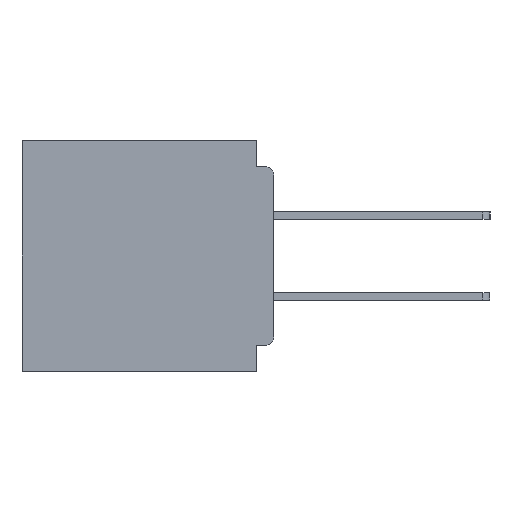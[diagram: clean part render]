
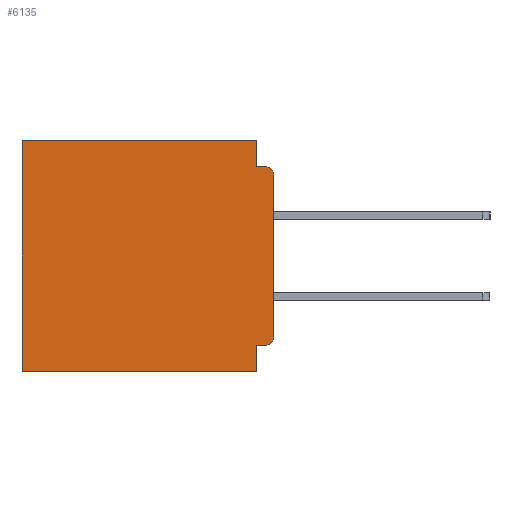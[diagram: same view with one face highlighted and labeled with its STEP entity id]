
A CAD part, left-side view. The second image highlights one B-rep face of the part: STEP entity #6135.
In plain terms, the highlighted planar face has unit normal (-1, 0, 0).
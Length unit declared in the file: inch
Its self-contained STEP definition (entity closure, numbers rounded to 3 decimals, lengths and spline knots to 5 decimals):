
#74 = EDGE_CURVE ( 'NONE', #32401, #6574, #23389, .T. ) ;
#351 = LINE ( 'NONE', #26328, #8245 ) ;
#525 = VECTOR ( 'NONE', #7659, 39.37008 ) ;
#1260 = CARTESIAN_POINT ( 'NONE',  ( 0.3, 0., -0.06 ) ) ;
#1485 = VECTOR ( 'NONE', #34965, 39.37008 ) ;
#1742 = VECTOR ( 'NONE', #4939, 39.37008 ) ;
#1936 = ORIENTED_EDGE ( 'NONE', *, *, #29333, .T. ) ;
#1981 = ORIENTED_EDGE ( 'NONE', *, *, #8312, .F. ) ;
#2021 = DIRECTION ( 'NONE',  ( 0., 0., -1. ) ) ;
#2298 = VERTEX_POINT ( 'NONE', #6893 ) ;
#2656 = ORIENTED_EDGE ( 'NONE', *, *, #35766, .T. ) ;
#3008 = DIRECTION ( 'NONE',  ( 0., 1., 0. ) ) ;
#4939 = DIRECTION ( 'NONE',  ( 0., 0., -1. ) ) ;
#5089 = CARTESIAN_POINT ( 'NONE',  ( 0.3, 0., -0.4 ) ) ;
#5772 = VECTOR ( 'NONE', #25471, 39.37008 ) ;
#6060 = VECTOR ( 'NONE', #25661, 39.37008 ) ;
#6135 = ADVANCED_FACE ( 'NONE', ( #31920 ), #23478, .F. ) ;
#6574 = VERTEX_POINT ( 'NONE', #15062 ) ;
#6893 = CARTESIAN_POINT ( 'NONE',  ( 0.3, 0.031, 0. ) ) ;
#7260 = VERTEX_POINT ( 'NONE', #16842 ) ;
#7442 = VECTOR ( 'NONE', #7746, 39.37008 ) ;
#7607 = ORIENTED_EDGE ( 'NONE', *, *, #23030, .F. ) ;
#7659 = DIRECTION ( 'NONE',  ( 0., 1., 0. ) ) ;
#7681 = ORIENTED_EDGE ( 'NONE', *, *, #21561, .T. ) ;
#7746 = DIRECTION ( 'NONE',  ( 0., 0., -1. ) ) ;
#7870 = LINE ( 'NONE', #28571, #42027 ) ;
#8070 = EDGE_CURVE ( 'NONE', #7260, #31286, #17241, .T. ) ;
#8245 = VECTOR ( 'NONE', #3008, 39.37008 ) ;
#8312 = EDGE_CURVE ( 'NONE', #32401, #27855, #7870, .T. ) ;
#8346 = EDGE_CURVE ( 'NONE', #26875, #6574, #23449, .T. ) ;
#8916 = EDGE_CURVE ( 'NONE', #20951, #31050, #28109, .T. ) ;
#9851 = CARTESIAN_POINT ( 'NONE',  ( 0.3, 0.031, -0.045 ) ) ;
#10617 = ORIENTED_EDGE ( 'NONE', *, *, #8916, .F. ) ;
#10784 = DIRECTION ( 'NONE',  ( -1., 0., 0. ) ) ;
#12392 = CARTESIAN_POINT ( 'NONE',  ( 0.3, 0.015, -0.06 ) ) ;
#14859 = CARTESIAN_POINT ( 'NONE',  ( 0.3, 0.031, -0.4 ) ) ;
#14920 = LINE ( 'NONE', #15642, #6060 ) ;
#15062 = CARTESIAN_POINT ( 'NONE',  ( 0.3, 0.015, -0.045 ) ) ;
#15642 = CARTESIAN_POINT ( 'NONE',  ( 0.3, 0.031, 0. ) ) ;
#16842 = CARTESIAN_POINT ( 'NONE',  ( 0.3, 0.015, -0.355 ) ) ;
#17241 = LINE ( 'NONE', #27551, #525 ) ;
#17705 = DIRECTION ( 'NONE',  ( -1., 0., 0. ) ) ;
#20129 = ORIENTED_EDGE ( 'NONE', *, *, #24609, .F. ) ;
#20951 = VERTEX_POINT ( 'NONE', #40150 ) ;
#21561 = EDGE_CURVE ( 'NONE', #7260, #27855, #31593, .T. ) ;
#23030 = EDGE_CURVE ( 'NONE', #31286, #20951, #26254, .T. ) ;
#23389 = CIRCLE ( 'NONE', #35362, 0.015 ) ;
#23449 = LINE ( 'NONE', #35452, #5772 ) ;
#23478 = PLANE ( 'NONE',  #28538 ) ;
#24147 = CARTESIAN_POINT ( 'NONE',  ( 0.3, 0.437, -0.4 ) ) ;
#24609 = EDGE_CURVE ( 'NONE', #2298, #26875, #14920, .T. ) ;
#25101 = CARTESIAN_POINT ( 'NONE',  ( 0.3, 0.031, -0.355 ) ) ;
#25471 = DIRECTION ( 'NONE',  ( 0., -1., 0. ) ) ;
#25661 = DIRECTION ( 'NONE',  ( 0., 0., -1. ) ) ;
#26254 = LINE ( 'NONE', #14859, #1742 ) ;
#26328 = CARTESIAN_POINT ( 'NONE',  ( 0.3, 0., 0. ) ) ;
#26685 = ORIENTED_EDGE ( 'NONE', *, *, #74, .T. ) ;
#26875 = VERTEX_POINT ( 'NONE', #9851 ) ;
#27551 = CARTESIAN_POINT ( 'NONE',  ( 0.3, 0., -0.355 ) ) ;
#27855 = VERTEX_POINT ( 'NONE', #38553 ) ;
#28109 = LINE ( 'NONE', #5089, #1485 ) ;
#28538 = AXIS2_PLACEMENT_3D ( 'NONE', #29961, #30072, #30207 ) ;
#28571 = CARTESIAN_POINT ( 'NONE',  ( 0.3, 0., -0.4 ) ) ;
#29333 = EDGE_CURVE ( 'NONE', #2298, #32754, #351, .T. ) ;
#29961 = CARTESIAN_POINT ( 'NONE',  ( 0.3, 0., -0.4 ) ) ;
#30072 = DIRECTION ( 'NONE',  ( 1., 0., 0. ) ) ;
#30207 = DIRECTION ( 'NONE',  ( 0., 0., -1. ) ) ;
#30667 = CARTESIAN_POINT ( 'NONE',  ( 0.3, 0.015, -0.34 ) ) ;
#31050 = VERTEX_POINT ( 'NONE', #40435 ) ;
#31286 = VERTEX_POINT ( 'NONE', #25101 ) ;
#31593 = CIRCLE ( 'NONE', #37726, 0.015 ) ;
#31920 = FACE_OUTER_BOUND ( 'NONE', #38082, .T. ) ;
#32401 = VERTEX_POINT ( 'NONE', #1260 ) ;
#32754 = VERTEX_POINT ( 'NONE', #37928 ) ;
#33916 = LINE ( 'NONE', #24147, #7442 ) ;
#33948 = DIRECTION ( 'NONE',  ( 0., 0., -1. ) ) ;
#34965 = DIRECTION ( 'NONE',  ( 0., 1., 0. ) ) ;
#35362 = AXIS2_PLACEMENT_3D ( 'NONE', #12392, #17705, #36931 ) ;
#35452 = CARTESIAN_POINT ( 'NONE',  ( 0.3, 0., -0.045 ) ) ;
#35766 = EDGE_CURVE ( 'NONE', #32754, #31050, #33916, .T. ) ;
#36931 = DIRECTION ( 'NONE',  ( 0., 0., -1. ) ) ;
#37726 = AXIS2_PLACEMENT_3D ( 'NONE', #30667, #10784, #33948 ) ;
#37928 = CARTESIAN_POINT ( 'NONE',  ( 0.3, 0.437, 0. ) ) ;
#38082 = EDGE_LOOP ( 'NONE', ( #1981, #26685, #41733, #20129, #1936, #2656, #10617, #7607, #39246, #7681 ) ) ;
#38553 = CARTESIAN_POINT ( 'NONE',  ( 0.3, 0., -0.34 ) ) ;
#39246 = ORIENTED_EDGE ( 'NONE', *, *, #8070, .F. ) ;
#40150 = CARTESIAN_POINT ( 'NONE',  ( 0.3, 0.031, -0.4 ) ) ;
#40435 = CARTESIAN_POINT ( 'NONE',  ( 0.3, 0.437, -0.4 ) ) ;
#41733 = ORIENTED_EDGE ( 'NONE', *, *, #8346, .F. ) ;
#42027 = VECTOR ( 'NONE', #2021, 39.37008 ) ;
